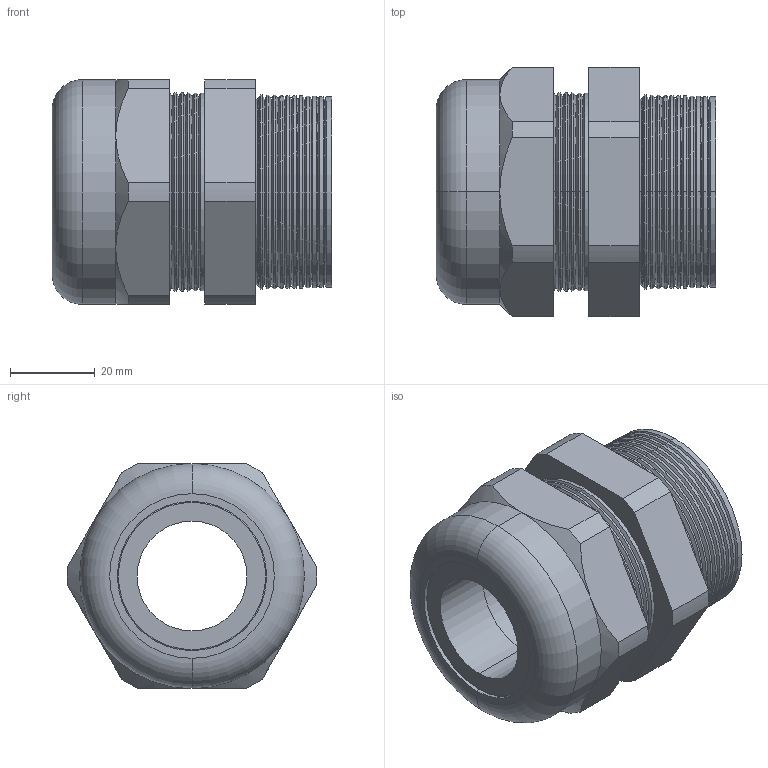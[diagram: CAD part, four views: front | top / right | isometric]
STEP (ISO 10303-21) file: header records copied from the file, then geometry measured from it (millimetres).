
FILE_DESCRIPTION (( 'STEP AP203' ), '1' );
FILE_NAME ('CD36CR-GY.STEP', '2008-05-24T05:33:53', ( 'Baystate01' ), ( 'Baystate' ), 'SwSTEP 2.0', 'SolidWorks 2007', '' );
FILE_SCHEMA (( 'CONFIG_CONTROL_DESIGN' ));
Length unit declared in the file: inch
Products named in the file (1): CD36CR-GY
Bounding box: 66.04 x 58.91 x 53.09 mm (x, y, z)
Volume: 90184.1 mm3; surface area: 27189.1 mm2
Topology: 2 solids, 2 shells, 158 faces, 336 edges, 186 vertices
Faces by surface type: cone 106, cylinder 22, plane 20, torus 10
Entity records: 4345 total; most frequent: DIRECTION 814, CARTESIAN_POINT 785, ORIENTED_EDGE 672, EDGE_CURVE 336, AXIS2_PLACEMENT_3D 331, VERTEX_POINT 186, CIRCLE 172, EDGE_LOOP 166
